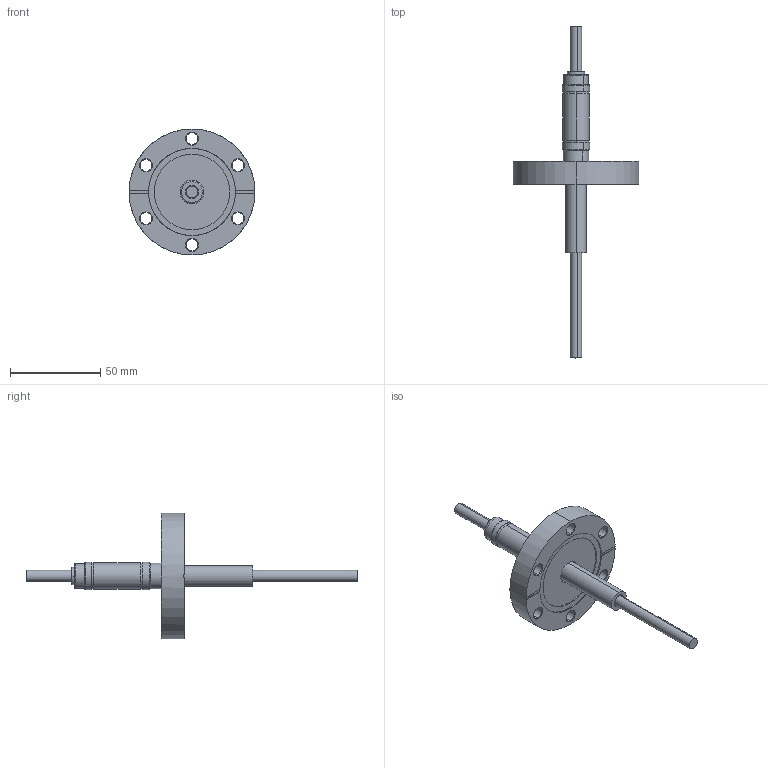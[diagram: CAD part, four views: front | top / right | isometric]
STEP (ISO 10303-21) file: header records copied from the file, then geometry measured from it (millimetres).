
FILE_DESCRIPTION (( 'STEP AP203' ), '1' );
FILE_NAME ('A0551-3-CF.STEP', '2013-06-10T13:42:42', ( '' ), ( '' ), 'SwSTEP 2.0', 'SolidWorks 2012', '' );
FILE_SCHEMA (( 'CONFIG_CONTROL_DESIGN' ));
Length unit declared in the file: inch
Products named in the file (1): A0551-3-CF
Bounding box: 69.85 x 184.15 x 69.85 mm (x, y, z)
Volume: 57076.9 mm3; surface area: 23138.2 mm2
Topology: 1 solids, 1 shells, 115 faces, 256 edges, 154 vertices
Faces by surface type: cylinder 48, cone 38, plane 21, torus 8
Entity records: 3307 total; most frequent: DIRECTION 642, CARTESIAN_POINT 526, ORIENTED_EDGE 512, AXIS2_PLACEMENT_3D 270, EDGE_CURVE 256, CIRCLE 154, VERTEX_POINT 154, EDGE_LOOP 138
